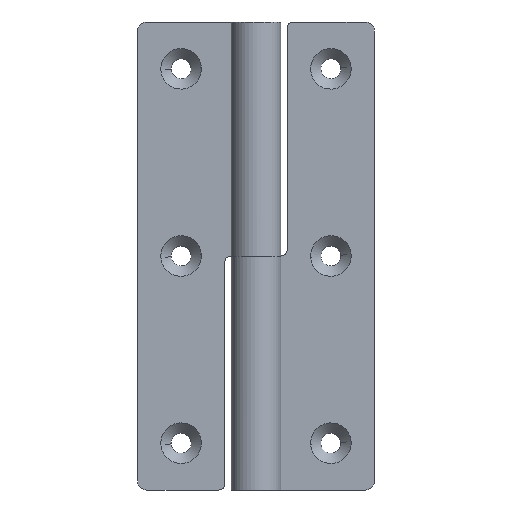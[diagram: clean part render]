
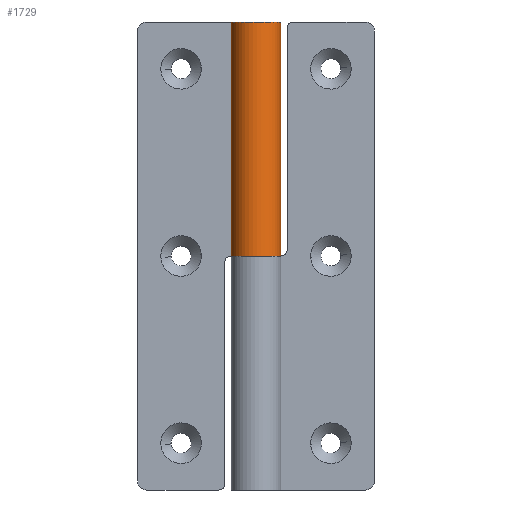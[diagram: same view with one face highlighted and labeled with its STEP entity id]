
A CAD part, front view. The second image highlights one B-rep face of the part: STEP entity #1729.
In plain terms, the highlighted free-form (B-spline) face has degree [1, 2] with [2, 7] control points.
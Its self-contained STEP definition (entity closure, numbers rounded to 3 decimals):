
#1425=CARTESIAN_POINT('',(-3.492,1.95,37.5));
#1426=VERTEX_POINT('',#1425);
#1427=CARTESIAN_POINT('',(0.0,4.0,37.5));
#1428=VERTEX_POINT('',#1427);
#1429=CARTESIAN_POINT('',(-3.492,1.95,37.5));
#1430=CARTESIAN_POINT('',(-4.983,-0.72,37.5));
#1431=CARTESIAN_POINT('',(-2.798,-2.859,37.5));
#1432=CARTESIAN_POINT('',(-0.612,-4.998,37.5));
#1433=CARTESIAN_POINT('',(2.025,-3.45,37.5));
#1434=CARTESIAN_POINT('',(4.662,-1.902,37.5));
#1435=CARTESIAN_POINT('',(3.86,1.049,37.5));
#1436=CARTESIAN_POINT('',(3.058,4.0,37.5));
#1437=CARTESIAN_POINT('',(0.0,4.0,37.5));
#1445=(BOUNDED_CURVE()B_SPLINE_CURVE(2,(#1429,#1430,#1431,#1432,#1433,#1434,#1435,#1436,#1437),.UNSPECIFIED.,.F.,.U.)B_SPLINE_CURVE_WITH_KNOTS((3,2,2,2,3),(0.0,0.25,0.5,0.75,1.0),.UNSPECIFIED.)CURVE()GEOMETRIC_REPRESENTATION_ITEM()RATIONAL_B_SPLINE_CURVE((1.0,0.794,1.0,0.794,1.0,0.794,1.0,0.794,1.0))REPRESENTATION_ITEM(''));
#1446=EDGE_CURVE('',#1426,#1428,#1445,.T.);
#1671=CARTESIAN_POINT('',(-0.105,3.999,36.563));
#1672=CARTESIAN_POINT('',(-0.105,3.999,75.961));
#1673=CARTESIAN_POINT('',(4.775,4.126,36.563));
#1674=CARTESIAN_POINT('',(4.775,4.126,75.961));
#1675=CARTESIAN_POINT('',(3.941,-0.683,36.563));
#1676=CARTESIAN_POINT('',(3.941,-0.683,75.961));
#1677=CARTESIAN_POINT('',(3.108,-5.493,36.563));
#1678=CARTESIAN_POINT('',(3.108,-5.493,75.961));
#1679=CARTESIAN_POINT('',(-1.444,-3.73,36.563));
#1680=CARTESIAN_POINT('',(-1.444,-3.73,75.961));
#1681=CARTESIAN_POINT('',(-5.996,-1.968,36.563));
#1682=CARTESIAN_POINT('',(-5.996,-1.968,75.961));
#1683=CARTESIAN_POINT('',(-3.374,2.149,36.563));
#1684=CARTESIAN_POINT('',(-3.374,2.149,75.961));
#1692=(BOUNDED_SURFACE()B_SPLINE_SURFACE(1,2,((#1671,#1673,#1675,#1677,#1679,#1681,#1683),(#1672,#1674,#1676,#1678,#1680,#1682,#1684)),.UNSPECIFIED.,.F.,.F.,.U.)B_SPLINE_SURFACE_WITH_KNOTS((2,2),(3,2,2,3),(0.0,39.398),(0.0,7.575,15.149,22.724),.UNSPECIFIED.)GEOMETRIC_REPRESENTATION_ITEM()RATIONAL_B_SPLINE_SURFACE(((1.0,0.634,1.0,0.634,1.0,0.634,1.0),(1.0,0.634,1.0,0.634,1.0,0.634,1.0)))REPRESENTATION_ITEM('')SURFACE());
#1693=CARTESIAN_POINT('',(-3.492,1.95,75.0));
#1694=VERTEX_POINT('',#1693);
#1695=CARTESIAN_POINT('',(-3.492,1.95,37.5));
#1696=CARTESIAN_POINT('',(-3.492,1.95,75.0));
#1697=QUASI_UNIFORM_CURVE('',1,(#1695,#1696),.UNSPECIFIED.,.F.,.U.);
#1698=EDGE_CURVE('',#1426,#1694,#1697,.T.);
#1699=ORIENTED_EDGE('',*,*,#1698,.F.);
#1700=ORIENTED_EDGE('',*,*,#1446,.T.);
#1701=CARTESIAN_POINT('',(0.,4.0,75.0));
#1702=VERTEX_POINT('',#1701);
#1703=CARTESIAN_POINT('',(0.0,4.0,37.5));
#1704=CARTESIAN_POINT('',(0.,4.0,75.0));
#1705=QUASI_UNIFORM_CURVE('',1,(#1703,#1704),.UNSPECIFIED.,.F.,.U.);
#1706=EDGE_CURVE('',#1428,#1702,#1705,.T.);
#1707=ORIENTED_EDGE('',*,*,#1706,.T.);
#1708=CARTESIAN_POINT('',(0.0,4.0,75.0));
#1709=CARTESIAN_POINT('',(3.058,4.,75.0));
#1710=CARTESIAN_POINT('',(3.86,1.049,75.0));
#1711=CARTESIAN_POINT('',(4.662,-1.902,75.0));
#1712=CARTESIAN_POINT('',(2.025,-3.45,75.0));
#1713=CARTESIAN_POINT('',(-0.612,-4.998,75.0));
#1714=CARTESIAN_POINT('',(-2.798,-2.859,75.0));
#1715=CARTESIAN_POINT('',(-4.983,-0.72,75.0));
#1716=CARTESIAN_POINT('',(-3.492,1.95,75.0));
#1724=(BOUNDED_CURVE()B_SPLINE_CURVE(2,(#1708,#1709,#1710,#1711,#1712,#1713,#1714,#1715,#1716),.UNSPECIFIED.,.F.,.U.)B_SPLINE_CURVE_WITH_KNOTS((3,2,2,2,3),(0.0,0.25,0.5,0.75,1.0),.UNSPECIFIED.)CURVE()GEOMETRIC_REPRESENTATION_ITEM()RATIONAL_B_SPLINE_CURVE((1.0,0.794,1.0,0.794,1.0,0.794,1.0,0.794,1.0))REPRESENTATION_ITEM(''));
#1725=EDGE_CURVE('',#1702,#1694,#1724,.T.);
#1726=ORIENTED_EDGE('',*,*,#1725,.T.);
#1727=EDGE_LOOP('',(#1699,#1700,#1707,#1726));
#1728=FACE_OUTER_BOUND('',#1727,.T.);
#1729=ADVANCED_FACE('',(#1728),#1692,.T.);
